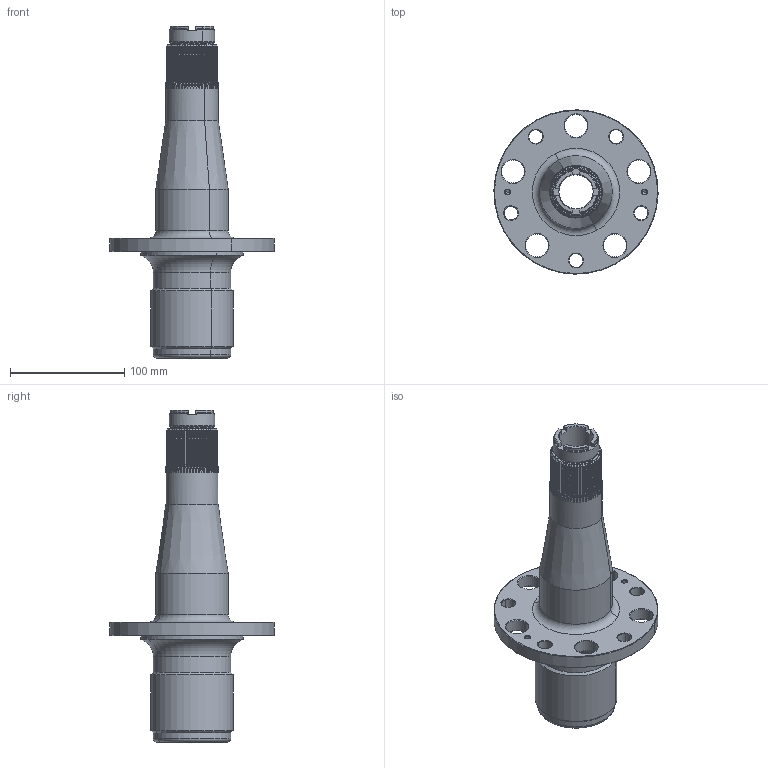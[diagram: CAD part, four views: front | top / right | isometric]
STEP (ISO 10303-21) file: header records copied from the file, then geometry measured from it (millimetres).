
FILE_DESCRIPTION(('CATIA V5 STEP Exchange','CAx-IF Rec.Pracs.--- Model Styling and Organization---1.2---2011-12-15'),'2;1');
FILE_NAME('fusee arriere BMW CSL 3.stp','2024-09-16T12:37:59+00:00',('none'),('none'),'CATIA Version 5-6 Release 2014','CATIA V5 STEP AP214 Edition 3','none');
FILE_SCHEMA(('AUTOMOTIVE_DESIGN { 1 0 10303 214 3 1 1 1 }'));
Length unit declared in the file: millimetre
Products named in the file (1): fusee arriere BMW CSL 3.5
Bounding box: 143.96 x 143.96 x 291 mm (x, y, z)
Volume: 588095.7 mm3; surface area: 123251.2 mm2
Topology: 1 solids, 1 shells, 645 faces, 1689 edges, 1055 vertices
Faces by surface type: plane 204, cone 194, cylinder 173, torus 74
Entity records: 19072 total; most frequent: CARTESIAN_POINT 5155, ORIENTED_EDGE 3370, DIRECTION 2035, EDGE_CURVE 1685, VERTEX_POINT 1053, AXIS2_PLACEMENT_3D 989, EDGE_LOOP 678, ADVANCED_FACE 645
